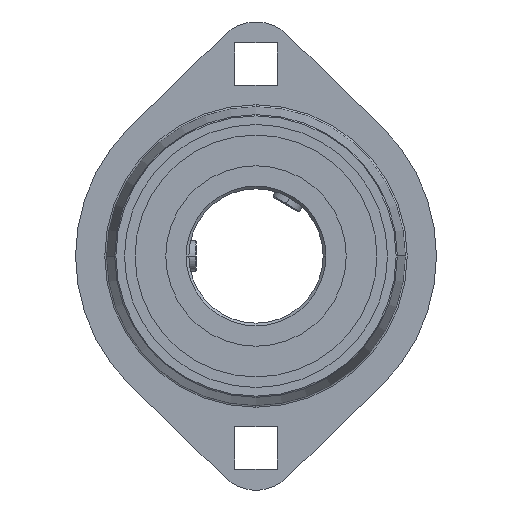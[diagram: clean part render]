
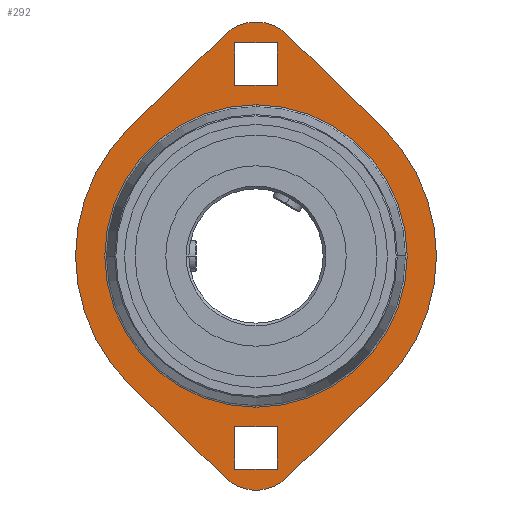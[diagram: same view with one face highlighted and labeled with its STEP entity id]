
A CAD part, left-side view. The second image highlights one B-rep face of the part: STEP entity #292.
In plain terms, the highlighted planar face has unit normal (-1, 0, 0).
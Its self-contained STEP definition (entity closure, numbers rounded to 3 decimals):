
#292 = ADVANCED_FACE( '', ( #444, #445, #446, #447 ), #448, .T. );
#444 = FACE_BOUND( '', #716, .T. );
#445 = FACE_BOUND( '', #717, .T. );
#446 = FACE_OUTER_BOUND( '', #718, .T. );
#447 = FACE_BOUND( '', #719, .T. );
#448 = PLANE( '', #720 );
#716 = EDGE_LOOP( '', ( #1127, #1128, #1129, #1130 ) );
#717 = EDGE_LOOP( '', ( #1131, #1132, #1133, #1134 ) );
#718 = EDGE_LOOP( '', ( #1135, #1136, #1137, #1138, #1139, #1140, #1141, #1142 ) );
#719 = EDGE_LOOP( '', ( #1143, #1144, #1145 ) );
#720 = AXIS2_PLACEMENT_3D( '', #1146, #1147, #1148 );
#1127 = ORIENTED_EDGE( '', *, *, #1933, .T. );
#1128 = ORIENTED_EDGE( '', *, *, #1930, .T. );
#1129 = ORIENTED_EDGE( '', *, *, #1927, .T. );
#1130 = ORIENTED_EDGE( '', *, *, #1936, .T. );
#1131 = ORIENTED_EDGE( '', *, *, #1945, .T. );
#1132 = ORIENTED_EDGE( '', *, *, #1942, .T. );
#1133 = ORIENTED_EDGE( '', *, *, #1939, .T. );
#1134 = ORIENTED_EDGE( '', *, *, #1948, .T. );
#1135 = ORIENTED_EDGE( '', *, *, #1963, .T. );
#1136 = ORIENTED_EDGE( '', *, *, #1960, .T. );
#1137 = ORIENTED_EDGE( '', *, *, #1957, .T. );
#1138 = ORIENTED_EDGE( '', *, *, #1954, .T. );
#1139 = ORIENTED_EDGE( '', *, *, #1951, .T. );
#1140 = ORIENTED_EDGE( '', *, *, #1972, .T. );
#1141 = ORIENTED_EDGE( '', *, *, #1969, .T. );
#1142 = ORIENTED_EDGE( '', *, *, #1966, .T. );
#1143 = ORIENTED_EDGE( '', *, *, #1977, .F. );
#1144 = ORIENTED_EDGE( '', *, *, #1978, .F. );
#1145 = ORIENTED_EDGE( '', *, *, #1913, .F. );
#1146 = CARTESIAN_POINT( '', ( 8.5, 51.086, 0. ) );
#1147 = DIRECTION( '', ( -1., 0., 0. ) );
#1148 = DIRECTION( '', ( 0., 1., 0. ) );
#1913 = EDGE_CURVE( '', #2221, #2223, #2224, .T. );
#1927 = EDGE_CURVE( '', #2251, #2249, #2252, .T. );
#1930 = EDGE_CURVE( '', #2256, #2251, #2257, .T. );
#1933 = EDGE_CURVE( '', #2261, #2256, #2262, .T. );
#1936 = EDGE_CURVE( '', #2249, #2261, #2265, .T. );
#1939 = EDGE_CURVE( '', #2271, #2269, #2272, .T. );
#1942 = EDGE_CURVE( '', #2276, #2271, #2277, .T. );
#1945 = EDGE_CURVE( '', #2281, #2276, #2282, .T. );
#1948 = EDGE_CURVE( '', #2269, #2281, #2285, .T. );
#1951 = EDGE_CURVE( '', #2291, #2289, #2292, .T. );
#1954 = EDGE_CURVE( '', #2296, #2291, #2297, .T. );
#1957 = EDGE_CURVE( '', #2301, #2296, #2302, .T. );
#1960 = EDGE_CURVE( '', #2306, #2301, #2307, .T. );
#1963 = EDGE_CURVE( '', #2311, #2306, #2312, .T. );
#1966 = EDGE_CURVE( '', #2316, #2311, #2317, .T. );
#1969 = EDGE_CURVE( '', #2321, #2316, #2322, .T. );
#1972 = EDGE_CURVE( '', #2289, #2321, #2325, .T. );
#1977 = EDGE_CURVE( '', #2330, #2221, #2331, .T. );
#1978 = EDGE_CURVE( '', #2223, #2330, #2332, .T. );
#2221 = VERTEX_POINT( '', #2727 );
#2223 = VERTEX_POINT( '', #2729 );
#2224 = CIRCLE( '', #2730, 39.385 );
#2249 = VERTEX_POINT( '', #2758 );
#2251 = VERTEX_POINT( '', #2761 );
#2252 = LINE( '', #2762, #2763 );
#2256 = VERTEX_POINT( '', #2769 );
#2257 = LINE( '', #2770, #2771 );
#2261 = VERTEX_POINT( '', #2777 );
#2262 = LINE( '', #2778, #2779 );
#2265 = LINE( '', #2784, #2785 );
#2269 = VERTEX_POINT( '', #2790 );
#2271 = VERTEX_POINT( '', #2793 );
#2272 = LINE( '', #2794, #2795 );
#2276 = VERTEX_POINT( '', #2801 );
#2277 = LINE( '', #2802, #2803 );
#2281 = VERTEX_POINT( '', #2809 );
#2282 = LINE( '', #2810, #2811 );
#2285 = LINE( '', #2816, #2817 );
#2289 = VERTEX_POINT( '', #2821 );
#2291 = VERTEX_POINT( '', #2824 );
#2292 = CIRCLE( '', #2825, 11.5 );
#2296 = VERTEX_POINT( '', #2831 );
#2297 = LINE( '', #2832, #2833 );
#2301 = VERTEX_POINT( '', #2838 );
#2302 = CIRCLE( '', #2839, 47. );
#2306 = VERTEX_POINT( '', #2845 );
#2307 = LINE( '', #2846, #2847 );
#2311 = VERTEX_POINT( '', #2852 );
#2312 = CIRCLE( '', #2853, 11.5 );
#2316 = VERTEX_POINT( '', #2859 );
#2317 = LINE( '', #2860, #2861 );
#2321 = VERTEX_POINT( '', #2866 );
#2322 = CIRCLE( '', #2867, 47. );
#2325 = LINE( '', #2872, #2873 );
#2330 = VERTEX_POINT( '', #2878 );
#2331 = CIRCLE( '', #2879, 39.385 );
#2332 = CIRCLE( '', #2880, 39.385 );
#2727 = CARTESIAN_POINT( '', ( 8.5, 0., -39.385 ) );
#2729 = CARTESIAN_POINT( '', ( 8.5, 0., 39.385 ) );
#2730 = AXIS2_PLACEMENT_3D( '', #3721, #3722, #3723 );
#2758 = CARTESIAN_POINT( '', ( 8.5, -5.5, -55.5 ) );
#2761 = CARTESIAN_POINT( '', ( 8.5, -5.5, -44.5 ) );
#2762 = CARTESIAN_POINT( '', ( 8.5, -5.5, -27.75 ) );
#2763 = VECTOR( '', #3755, 1. );
#2769 = CARTESIAN_POINT( '', ( 8.5, 5.5, -44.5 ) );
#2770 = CARTESIAN_POINT( '', ( 8.5, 22.793, -44.5 ) );
#2771 = VECTOR( '', #3758, 1. );
#2777 = CARTESIAN_POINT( '', ( 8.5, 5.5, -55.5 ) );
#2778 = CARTESIAN_POINT( '', ( 8.5, 5.5, -22.25 ) );
#2779 = VECTOR( '', #3761, 1. );
#2784 = CARTESIAN_POINT( '', ( 8.5, 28.293, -55.5 ) );
#2785 = VECTOR( '', #3764, 1. );
#2790 = CARTESIAN_POINT( '', ( 8.5, -5.5, 44.5 ) );
#2793 = CARTESIAN_POINT( '', ( 8.5, -5.5, 55.5 ) );
#2794 = CARTESIAN_POINT( '', ( 8.5, -5.5, 22.25 ) );
#2795 = VECTOR( '', #3767, 1. );
#2801 = CARTESIAN_POINT( '', ( 8.5, 5.5, 55.5 ) );
#2802 = CARTESIAN_POINT( '', ( 8.5, 22.793, 55.5 ) );
#2803 = VECTOR( '', #3770, 1. );
#2809 = CARTESIAN_POINT( '', ( 8.5, 5.5, 44.5 ) );
#2810 = CARTESIAN_POINT( '', ( 8.5, 5.5, 27.75 ) );
#2811 = VECTOR( '', #3773, 1. );
#2816 = CARTESIAN_POINT( '', ( 8.5, 28.293, 44.5 ) );
#2817 = VECTOR( '', #3776, 1. );
#2821 = CARTESIAN_POINT( '', ( 8.5, -8.014, -57.747 ) );
#2824 = CARTESIAN_POINT( '', ( 8.5, 8.014, -57.747 ) );
#2825 = AXIS2_PLACEMENT_3D( '', #3781, #3782, #3783 );
#2831 = CARTESIAN_POINT( '', ( 8.5, 32.754, -33.707 ) );
#2832 = CARTESIAN_POINT( '', ( 8.5, 33.522, -32.961 ) );
#2833 = VECTOR( '', #3786, 1. );
#2838 = CARTESIAN_POINT( '', ( 8.5, 32.754, 33.707 ) );
#2839 = AXIS2_PLACEMENT_3D( '', #3791, #3792, #3793 );
#2845 = CARTESIAN_POINT( '', ( 8.5, 8.014, 57.747 ) );
#2846 = CARTESIAN_POINT( '', ( 8.5, 45.892, 20.941 ) );
#2847 = VECTOR( '', #3796, 1. );
#2852 = CARTESIAN_POINT( '', ( 8.5, -8.014, 57.747 ) );
#2853 = AXIS2_PLACEMENT_3D( '', #3801, #3802, #3803 );
#2859 = CARTESIAN_POINT( '', ( 8.5, -32.754, 33.707 ) );
#2860 = CARTESIAN_POINT( '', ( 8.5, -7.246, 58.494 ) );
#2861 = VECTOR( '', #3806, 1. );
#2866 = CARTESIAN_POINT( '', ( 8.5, -32.754, -33.707 ) );
#2867 = AXIS2_PLACEMENT_3D( '', #3811, #3812, #3813 );
#2872 = CARTESIAN_POINT( '', ( 8.5, -19.616, -46.473 ) );
#2873 = VECTOR( '', #3816, 1. );
#2878 = CARTESIAN_POINT( '', ( 8.5, 39.385, 0. ) );
#2879 = AXIS2_PLACEMENT_3D( '', #3829, #3830, #3831 );
#2880 = AXIS2_PLACEMENT_3D( '', #3832, #3833, #3834 );
#3721 = CARTESIAN_POINT( '', ( 8.5, 0., 0. ) );
#3722 = DIRECTION( '', ( -1., 0., 0. ) );
#3723 = DIRECTION( '', ( 0., 1., 0. ) );
#3755 = DIRECTION( '', ( 0., 0., -1. ) );
#3758 = DIRECTION( '', ( 0., -1., 0. ) );
#3761 = DIRECTION( '', ( 0., 0., 1. ) );
#3764 = DIRECTION( '', ( 0., 1., 0. ) );
#3767 = DIRECTION( '', ( 0., 0., -1. ) );
#3770 = DIRECTION( '', ( 0., -1., 0. ) );
#3773 = DIRECTION( '', ( 0., 0., 1. ) );
#3776 = DIRECTION( '', ( 0., 1., 0. ) );
#3781 = CARTESIAN_POINT( '', ( 8.5, 0., -49.5 ) );
#3782 = DIRECTION( '', ( -1., 0., 0. ) );
#3783 = DIRECTION( '', ( 0., -0.697, -0.717 ) );
#3786 = DIRECTION( '', ( 0., -0.717, -0.697 ) );
#3791 = CARTESIAN_POINT( '', ( 8.5, 0., 0. ) );
#3792 = DIRECTION( '', ( -1., 0., 0. ) );
#3793 = DIRECTION( '', ( 0., 0.697, -0.717 ) );
#3796 = DIRECTION( '', ( 0., 0.717, -0.697 ) );
#3801 = CARTESIAN_POINT( '', ( 8.5, 0., 49.5 ) );
#3802 = DIRECTION( '', ( -1., 0., 0. ) );
#3803 = DIRECTION( '', ( 0., 0.697, 0.717 ) );
#3806 = DIRECTION( '', ( 0., 0.717, 0.697 ) );
#3811 = CARTESIAN_POINT( '', ( 8.5, 0., 0. ) );
#3812 = DIRECTION( '', ( -1., 0., 0. ) );
#3813 = DIRECTION( '', ( 0., -0.697, 0.717 ) );
#3816 = DIRECTION( '', ( 0., -0.717, 0.697 ) );
#3829 = CARTESIAN_POINT( '', ( 8.5, 0., 0. ) );
#3830 = DIRECTION( '', ( -1., 0., 0. ) );
#3831 = DIRECTION( '', ( 0., 1., 0. ) );
#3832 = CARTESIAN_POINT( '', ( 8.5, 0., 0. ) );
#3833 = DIRECTION( '', ( -1., 0., 0. ) );
#3834 = DIRECTION( '', ( 0., 1., 0. ) );
